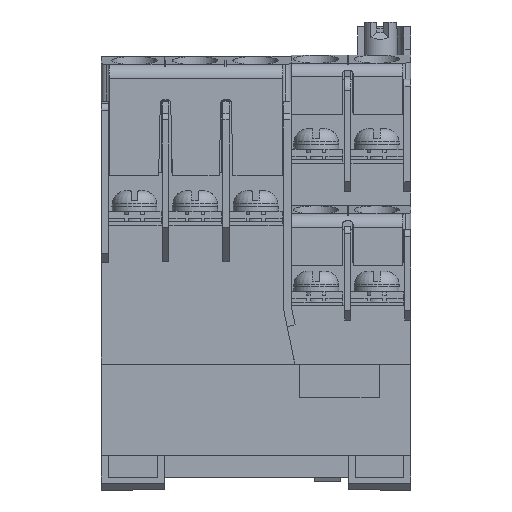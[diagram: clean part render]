
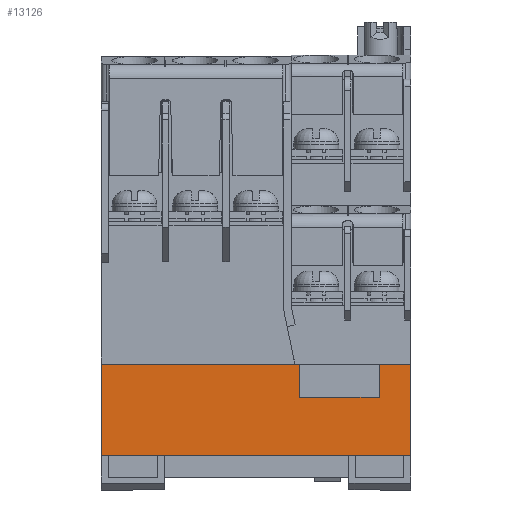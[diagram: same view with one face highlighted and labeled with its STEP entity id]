
A CAD part, front view. The second image highlights one B-rep face of the part: STEP entity #13126.
In plain terms, the highlighted planar face has unit normal (0, -1, 0).
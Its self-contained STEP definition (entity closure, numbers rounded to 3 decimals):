
#125 = LINE ( 'NONE', #15849, #5712 ) ;
#200 = CARTESIAN_POINT ( 'NONE',  ( 22.5, -3.1, 18.3 ) ) ;
#432 = LINE ( 'NONE', #8246, #12629 ) ;
#1214 = VERTEX_POINT ( 'NONE', #17130 ) ;
#1282 = CARTESIAN_POINT ( 'NONE',  ( 6.3, -3.1, 13.5 ) ) ;
#1331 = EDGE_CURVE ( 'NONE', #1214, #1480, #23957, .T. ) ;
#1480 = VERTEX_POINT ( 'NONE', #12823 ) ;
#1555 = DIRECTION ( 'NONE',  ( 0., -1., 0. ) ) ;
#1727 = VERTEX_POINT ( 'NONE', #13582 ) ;
#2315 = VECTOR ( 'NONE', #20630, 1000. ) ;
#2395 = VERTEX_POINT ( 'NONE', #22444 ) ;
#2542 = DIRECTION ( 'NONE',  ( 0., 0., 1. ) ) ;
#2721 = ORIENTED_EDGE ( 'NONE', *, *, #7490, .T. ) ;
#3217 = VERTEX_POINT ( 'NONE', #5604 ) ;
#3473 = CARTESIAN_POINT ( 'NONE',  ( -22.5, -3.1, 18.3 ) ) ;
#3564 = LINE ( 'NONE', #7563, #3678 ) ;
#3678 = VECTOR ( 'NONE', #22627, 1000. ) ;
#3713 = DIRECTION ( 'NONE',  ( 0., 0., -1. ) ) ;
#4209 = EDGE_CURVE ( 'NONE', #2395, #15488, #125, .T. ) ;
#4523 = CARTESIAN_POINT ( 'NONE',  ( 22.5, -3.1, 5. ) ) ;
#4671 = DIRECTION ( 'NONE',  ( 1., 0., 0. ) ) ;
#5604 = CARTESIAN_POINT ( 'NONE',  ( -22.5, -3.1, 5. ) ) ;
#5712 = VECTOR ( 'NONE', #2542, 1000. ) ;
#7490 = EDGE_CURVE ( 'NONE', #1214, #3217, #17538, .T. ) ;
#7563 = CARTESIAN_POINT ( 'NONE',  ( 6.3, -3.1, 18.3 ) ) ;
#7997 = DIRECTION ( 'NONE',  ( 0., 0., -1. ) ) ;
#8246 = CARTESIAN_POINT ( 'NONE',  ( 6.3, -3.1, 13.5 ) ) ;
#9327 = CARTESIAN_POINT ( 'NONE',  ( -22.5, -3.1, 18.3 ) ) ;
#9375 = DIRECTION ( 'NONE',  ( 0., 0., -1. ) ) ;
#9470 = LINE ( 'NONE', #9327, #12131 ) ;
#9731 = CARTESIAN_POINT ( 'NONE',  ( -22.5, -3.1, 18.3 ) ) ;
#9924 = LINE ( 'NONE', #200, #10184 ) ;
#10117 = CARTESIAN_POINT ( 'NONE',  ( 17.9, -3.1, 18.3 ) ) ;
#10184 = VECTOR ( 'NONE', #7997, 1000. ) ;
#10355 = ORIENTED_EDGE ( 'NONE', *, *, #20593, .F. ) ;
#10550 = LINE ( 'NONE', #22665, #2315 ) ;
#10628 = EDGE_CURVE ( 'NONE', #1727, #18627, #9924, .T. ) ;
#11516 = VECTOR ( 'NONE', #4671, 1000. ) ;
#12131 = VECTOR ( 'NONE', #24908, 1000. ) ;
#12629 = VECTOR ( 'NONE', #16062, 1000. ) ;
#12823 = CARTESIAN_POINT ( 'NONE',  ( 6.3, -3.1, 18.3 ) ) ;
#13093 = PLANE ( 'NONE',  #19166 ) ;
#13126 = ADVANCED_FACE ( 'NONE', ( #13224 ), #13093, .T. ) ;
#13224 = FACE_OUTER_BOUND ( 'NONE', #14573, .T. ) ;
#13562 = EDGE_CURVE ( 'NONE', #1480, #23756, #3564, .T. ) ;
#13582 = CARTESIAN_POINT ( 'NONE',  ( 22.5, -3.1, 18.3 ) ) ;
#14573 = EDGE_LOOP ( 'NONE', ( #18727, #18641, #2721, #10355, #16604, #19054, #15201, #21451 ) ) ;
#15201 = ORIENTED_EDGE ( 'NONE', *, *, #4209, .F. ) ;
#15488 = VERTEX_POINT ( 'NONE', #10117 ) ;
#15849 = CARTESIAN_POINT ( 'NONE',  ( 17.9, -3.1, 18.3 ) ) ;
#16062 = DIRECTION ( 'NONE',  ( 1., 0., 0. ) ) ;
#16209 = EDGE_CURVE ( 'NONE', #15488, #1727, #9470, .T. ) ;
#16604 = ORIENTED_EDGE ( 'NONE', *, *, #10628, .F. ) ;
#17130 = CARTESIAN_POINT ( 'NONE',  ( -22.5, -3.1, 18.3 ) ) ;
#17226 = VECTOR ( 'NONE', #3713, 1000. ) ;
#17538 = LINE ( 'NONE', #9731, #17226 ) ;
#18627 = VERTEX_POINT ( 'NONE', #4523 ) ;
#18641 = ORIENTED_EDGE ( 'NONE', *, *, #1331, .F. ) ;
#18726 = EDGE_CURVE ( 'NONE', #23756, #2395, #432, .T. ) ;
#18727 = ORIENTED_EDGE ( 'NONE', *, *, #13562, .F. ) ;
#19054 = ORIENTED_EDGE ( 'NONE', *, *, #16209, .F. ) ;
#19166 = AXIS2_PLACEMENT_3D ( 'NONE', #3473, #1555, #9375 ) ;
#20593 = EDGE_CURVE ( 'NONE', #18627, #3217, #10550, .T. ) ;
#20630 = DIRECTION ( 'NONE',  ( -1., 0., 0. ) ) ;
#21451 = ORIENTED_EDGE ( 'NONE', *, *, #18726, .F. ) ;
#22184 = CARTESIAN_POINT ( 'NONE',  ( -22.5, -3.1, 18.3 ) ) ;
#22444 = CARTESIAN_POINT ( 'NONE',  ( 17.9, -3.1, 13.5 ) ) ;
#22627 = DIRECTION ( 'NONE',  ( 0., 0., -1. ) ) ;
#22665 = CARTESIAN_POINT ( 'NONE',  ( -21.5, -3.1, 5. ) ) ;
#23756 = VERTEX_POINT ( 'NONE', #1282 ) ;
#23957 = LINE ( 'NONE', #22184, #11516 ) ;
#24908 = DIRECTION ( 'NONE',  ( 1., 0., 0. ) ) ;
